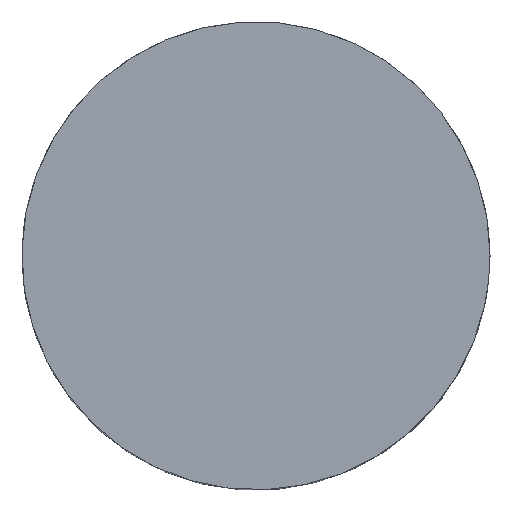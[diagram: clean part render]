
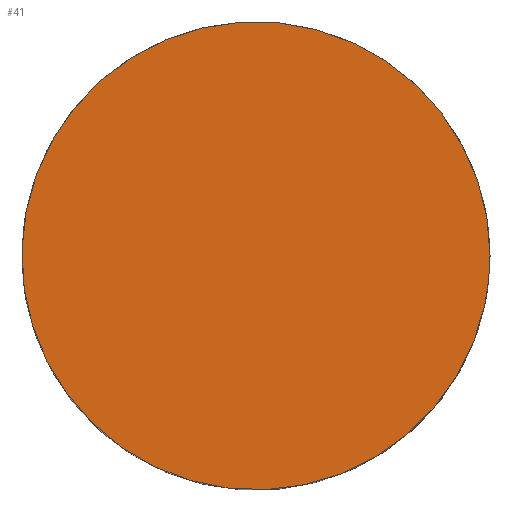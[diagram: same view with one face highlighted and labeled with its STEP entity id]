
A CAD part, top view. The second image highlights one B-rep face of the part: STEP entity #41.
In plain terms, the highlighted planar face has unit normal (0, 0, 1).
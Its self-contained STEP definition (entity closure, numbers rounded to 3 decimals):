
#16=PLANE('',#65);
#19=FACE_OUTER_BOUND('',#22,.T.);
#22=EDGE_LOOP('',(#37));
#25=ELLIPSE('',#62,33.84,33.84);
#27=VERTEX_POINT('',#96);
#29=EDGE_CURVE('',#27,#27,#25,.T.);
#37=ORIENTED_EDGE('',*,*,#29,.T.);
#41=ADVANCED_FACE('',(#19),#16,.T.);
#62=AXIS2_PLACEMENT_3D('',#97,#68,#69);
#65=AXIS2_PLACEMENT_3D('',#102,#75,#76);
#68=DIRECTION('center_axis',(0.,0.,1.));
#69=DIRECTION('ref_axis',(-1.,0.,0.));
#75=DIRECTION('center_axis',(0.,0.,1.));
#76=DIRECTION('ref_axis',(1.,0.,0.));
#96=CARTESIAN_POINT('',(33.946,0.,40.));
#97=CARTESIAN_POINT('Origin',(0.107,0.,40.));
#102=CARTESIAN_POINT('Origin',(0.107,0.,40.));
